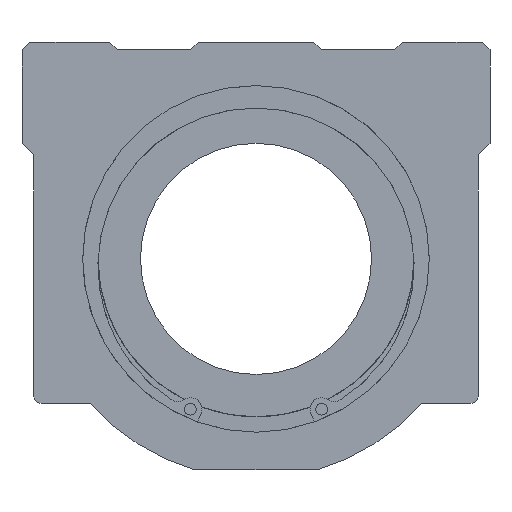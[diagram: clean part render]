
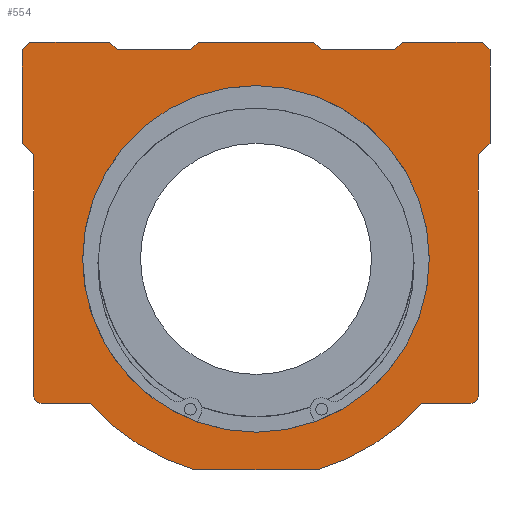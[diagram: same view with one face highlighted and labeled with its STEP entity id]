
A CAD part, left-side view. The second image highlights one B-rep face of the part: STEP entity #554.
In plain terms, the highlighted planar face has unit normal (-1, 0, 0).
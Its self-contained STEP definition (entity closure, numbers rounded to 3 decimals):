
#470=CIRCLE('',#4426,60.);
#474=CIRCLE('',#4440,2.667);
#482=CIRCLE('',#4451,2.667);
#483=CIRCLE('',#4453,76.);
#484=CIRCLE('',#4454,76.);
#554=ADVANCED_FACE('',(#928,#929),#782,.F.);
#782=PLANE('',#4455);
#928=FACE_BOUND('',#1073,.T.);
#929=FACE_BOUND('',#1074,.T.);
#1073=EDGE_LOOP('',(#2265,#2266,#2267,#2268,#2269,#2270,#2271,#2272,#2273,
#2274,#2275,#2276,#2277,#2278,#2279,#2280,#2281,#2282,#2283,#2284,#2285,
#2286,#2287,#2288));
#1074=EDGE_LOOP('',(#2289));
#1308=LINE('',#5584,#1584);
#1354=LINE('',#6150,#1630);
#1366=LINE('',#6347,#1642);
#1369=LINE('',#6356,#1645);
#1397=LINE('',#6532,#1673);
#1403=LINE('',#6546,#1679);
#1406=LINE('',#6551,#1682);
#1409=LINE('',#6557,#1685);
#1410=LINE('',#6559,#1686);
#1418=LINE('',#6590,#1694);
#1429=LINE('',#6629,#1705);
#1430=LINE('',#6632,#1706);
#1431=LINE('',#6634,#1707);
#1432=LINE('',#6636,#1708);
#1433=LINE('',#6637,#1709);
#1434=LINE('',#6638,#1710);
#1435=LINE('',#6640,#1711);
#1436=LINE('',#6642,#1712);
#1437=LINE('',#6644,#1713);
#1438=LINE('',#6646,#1714);
#1584=VECTOR('',#4602,1.);
#1630=VECTOR('',#4650,1.);
#1642=VECTOR('',#4668,1.);
#1645=VECTOR('',#4675,1.);
#1673=VECTOR('',#4885,1.);
#1679=VECTOR('',#4893,1.);
#1682=VECTOR('',#4898,1.);
#1685=VECTOR('',#4903,1.);
#1686=VECTOR('',#4906,1.);
#1694=VECTOR('',#4924,1.);
#1705=VECTOR('',#4955,1.);
#1706=VECTOR('',#4958,1.);
#1707=VECTOR('',#4959,1.);
#1708=VECTOR('',#4960,1.);
#1709=VECTOR('',#4961,1.);
#1710=VECTOR('',#4962,1.);
#1711=VECTOR('',#4963,1.);
#1712=VECTOR('',#4964,1.);
#1713=VECTOR('',#4965,1.);
#1714=VECTOR('',#4966,1.);
#2265=ORIENTED_EDGE('',*,*,#3700,.F.);
#2266=ORIENTED_EDGE('',*,*,#3707,.F.);
#2267=ORIENTED_EDGE('',*,*,#3726,.F.);
#2268=ORIENTED_EDGE('',*,*,#3727,.F.);
#2269=ORIENTED_EDGE('',*,*,#3728,.F.);
#2270=ORIENTED_EDGE('',*,*,#3598,.F.);
#2271=ORIENTED_EDGE('',*,*,#3724,.F.);
#2272=ORIENTED_EDGE('',*,*,#3570,.F.);
#2273=ORIENTED_EDGE('',*,*,#3729,.F.);
#2274=ORIENTED_EDGE('',*,*,#3730,.F.);
#2275=ORIENTED_EDGE('',*,*,#3731,.F.);
#2276=ORIENTED_EDGE('',*,*,#3594,.F.);
#2277=ORIENTED_EDGE('',*,*,#3732,.F.);
#2278=ORIENTED_EDGE('',*,*,#3694,.F.);
#2279=ORIENTED_EDGE('',*,*,#3687,.F.);
#2280=ORIENTED_EDGE('',*,*,#3690,.F.);
#2281=ORIENTED_EDGE('',*,*,#3681,.F.);
#2282=ORIENTED_EDGE('',*,*,#3693,.F.);
#2283=ORIENTED_EDGE('',*,*,#3733,.F.);
#2284=ORIENTED_EDGE('',*,*,#3734,.F.);
#2285=ORIENTED_EDGE('',*,*,#3735,.F.);
#2286=ORIENTED_EDGE('',*,*,#3736,.F.);
#2287=ORIENTED_EDGE('',*,*,#3737,.F.);
#2288=ORIENTED_EDGE('',*,*,#3487,.F.);
#2289=ORIENTED_EDGE('',*,*,#3677,.T.);
#3096=VERTEX_POINT('',#5582);
#3098=VERTEX_POINT('',#5585);
#3178=VERTEX_POINT('',#6145);
#3180=VERTEX_POINT('',#6149);
#3202=VERTEX_POINT('',#6342);
#3204=VERTEX_POINT('',#6346);
#3208=VERTEX_POINT('',#6355);
#3209=VERTEX_POINT('',#6357);
#3265=VERTEX_POINT('',#6523);
#3266=VERTEX_POINT('',#6533);
#3267=VERTEX_POINT('',#6534);
#3272=VERTEX_POINT('',#6545);
#3273=VERTEX_POINT('',#6547);
#3275=VERTEX_POINT('',#6556);
#3276=VERTEX_POINT('',#6560);
#3281=VERTEX_POINT('',#6574);
#3285=VERTEX_POINT('',#6589);
#3295=VERTEX_POINT('',#6628);
#3296=VERTEX_POINT('',#6630);
#3297=VERTEX_POINT('',#6633);
#3298=VERTEX_POINT('',#6635);
#3299=VERTEX_POINT('',#6639);
#3300=VERTEX_POINT('',#6641);
#3301=VERTEX_POINT('',#6643);
#3302=VERTEX_POINT('',#6645);
#3487=EDGE_CURVE('',#3096,#3098,#1308,.T.);
#3570=EDGE_CURVE('',#3180,#3178,#1354,.T.);
#3594=EDGE_CURVE('',#3204,#3202,#1366,.T.);
#3598=EDGE_CURVE('',#3208,#3209,#1369,.T.);
#3677=EDGE_CURVE('',#3265,#3265,#470,.T.);
#3681=EDGE_CURVE('',#3266,#3267,#1397,.T.);
#3687=EDGE_CURVE('',#3272,#3273,#1403,.T.);
#3690=EDGE_CURVE('',#3267,#3272,#1406,.T.);
#3693=EDGE_CURVE('',#3275,#3266,#1409,.T.);
#3694=EDGE_CURVE('',#3273,#3276,#1410,.T.);
#3700=EDGE_CURVE('',#3281,#3096,#474,.T.);
#3707=EDGE_CURVE('',#3285,#3281,#1418,.T.);
#3724=EDGE_CURVE('',#3178,#3208,#482,.T.);
#3726=EDGE_CURVE('',#3295,#3285,#483,.T.);
#3727=EDGE_CURVE('',#3296,#3295,#1429,.T.);
#3728=EDGE_CURVE('',#3209,#3296,#484,.T.);
#3729=EDGE_CURVE('',#3297,#3180,#1430,.T.);
#3730=EDGE_CURVE('',#3298,#3297,#1431,.T.);
#3731=EDGE_CURVE('',#3202,#3298,#1432,.T.);
#3732=EDGE_CURVE('',#3276,#3204,#1433,.T.);
#3733=EDGE_CURVE('',#3299,#3275,#1434,.T.);
#3734=EDGE_CURVE('',#3300,#3299,#1435,.T.);
#3735=EDGE_CURVE('',#3301,#3300,#1436,.T.);
#3736=EDGE_CURVE('',#3302,#3301,#1437,.T.);
#3737=EDGE_CURVE('',#3098,#3302,#1438,.T.);
#4426=AXIS2_PLACEMENT_3D('',#6522,#4867,#4868);
#4440=AXIS2_PLACEMENT_3D('',#6575,#4913,#4914);
#4451=AXIS2_PLACEMENT_3D('',#6621,#4949,#4950);
#4453=AXIS2_PLACEMENT_3D('',#6627,#4953,#4954);
#4454=AXIS2_PLACEMENT_3D('',#6631,#4956,#4957);
#4455=AXIS2_PLACEMENT_3D('',#6647,#4967,#4968);
#4602=DIRECTION('',(0.,0.,1.));
#4650=DIRECTION('',(0.,0.,-1.));
#4668=DIRECTION('',(0.,-1.,0.));
#4675=DIRECTION('',(0.,1.,0.));
#4867=DIRECTION('',(1.,0.,0.));
#4868=DIRECTION('',(0.,-1.,0.));
#4885=DIRECTION('',(0.,-0.707,0.707));
#4893=DIRECTION('',(0.,-0.707,-0.707));
#4898=DIRECTION('',(0.,-1.,0.));
#4903=DIRECTION('',(0.,-1.,0.));
#4906=DIRECTION('',(0.,-1.,0.));
#4913=DIRECTION('',(1.,0.,0.));
#4914=DIRECTION('',(0.,0.707,-0.707));
#4924=DIRECTION('',(0.,1.,0.));
#4949=DIRECTION('',(1.,0.,0.));
#4950=DIRECTION('',(0.,-0.707,-0.707));
#4953=DIRECTION('',(1.,0.,0.));
#4954=DIRECTION('',(0.,0.186,-0.982));
#4955=DIRECTION('',(0.,1.,0.));
#4956=DIRECTION('',(1.,0.,0.));
#4957=DIRECTION('',(0.,0.186,-0.982));
#4958=DIRECTION('',(0.,0.707,-0.707));
#4959=DIRECTION('',(0.,0.,-1.));
#4960=DIRECTION('',(0.,-0.707,-0.707));
#4961=DIRECTION('',(0.,-0.707,0.707));
#4962=DIRECTION('',(0.,-0.707,-0.707));
#4963=DIRECTION('',(0.,-1.,0.));
#4964=DIRECTION('',(0.,-0.707,0.707));
#4965=DIRECTION('',(0.,0.,1.));
#4966=DIRECTION('',(0.,0.707,0.707));
#4967=DIRECTION('',(1.,0.,0.));
#4968=DIRECTION('',(0.,0.,-1.));
#5582=CARTESIAN_POINT('',(3.833,77.,-47.333));
#5584=CARTESIAN_POINT('',(3.833,77.,-45.333));
#5585=CARTESIAN_POINT('',(3.833,77.,36.));
#6145=CARTESIAN_POINT('',(3.833,-77.,-47.333));
#6149=CARTESIAN_POINT('',(3.833,-77.,36.));
#6150=CARTESIAN_POINT('',(3.833,-77.,33.333));
#6342=CARTESIAN_POINT('',(3.833,-78.333,75.));
#6346=CARTESIAN_POINT('',(3.833,-50.667,75.));
#6347=CARTESIAN_POINT('',(3.833,-50.667,75.));
#6355=CARTESIAN_POINT('',(3.833,-74.333,-50.));
#6356=CARTESIAN_POINT('',(3.833,0.,-50.));
#6357=CARTESIAN_POINT('',(3.833,-57.236,-50.));
#6522=CARTESIAN_POINT('',(3.833,0.,0.));
#6523=CARTESIAN_POINT('',(3.833,60.,0.));
#6532=CARTESIAN_POINT('',(3.833,22.667,72.333));
#6533=CARTESIAN_POINT('',(3.833,22.667,72.333));
#6534=CARTESIAN_POINT('',(3.833,20.,75.));
#6545=CARTESIAN_POINT('',(3.833,-20.,75.));
#6546=CARTESIAN_POINT('',(3.833,-20.,75.));
#6547=CARTESIAN_POINT('',(3.833,-22.667,72.333));
#6551=CARTESIAN_POINT('',(3.833,20.,75.));
#6556=CARTESIAN_POINT('',(3.833,48.,72.333));
#6557=CARTESIAN_POINT('',(3.833,48.,72.333));
#6559=CARTESIAN_POINT('',(3.833,-22.667,72.333));
#6560=CARTESIAN_POINT('',(3.833,-48.,72.333));
#6574=CARTESIAN_POINT('',(3.833,74.333,-50.));
#6575=CARTESIAN_POINT('',(3.833,74.333,-47.333));
#6589=CARTESIAN_POINT('',(3.833,57.236,-50.));
#6590=CARTESIAN_POINT('',(3.833,0.,-50.));
#6621=CARTESIAN_POINT('',(3.833,-74.333,-47.333));
#6627=CARTESIAN_POINT('',(3.833,0.,0.));
#6628=CARTESIAN_POINT('',(3.833,21.142,-73.));
#6629=CARTESIAN_POINT('',(3.833,0.,-73.));
#6630=CARTESIAN_POINT('',(3.833,-21.142,-73.));
#6631=CARTESIAN_POINT('',(3.833,0.,0.));
#6632=CARTESIAN_POINT('',(3.833,-81.,40.));
#6633=CARTESIAN_POINT('',(3.833,-81.,40.));
#6634=CARTESIAN_POINT('',(3.833,-81.,74.667));
#6635=CARTESIAN_POINT('',(3.833,-81.,72.333));
#6636=CARTESIAN_POINT('',(3.833,-78.333,75.));
#6637=CARTESIAN_POINT('',(3.833,-48.,72.333));
#6638=CARTESIAN_POINT('',(3.833,50.667,75.));
#6639=CARTESIAN_POINT('',(3.833,50.667,75.));
#6640=CARTESIAN_POINT('',(3.833,85.333,75.));
#6641=CARTESIAN_POINT('',(3.833,78.333,75.));
#6642=CARTESIAN_POINT('',(3.833,81.,72.333));
#6643=CARTESIAN_POINT('',(3.833,81.,72.333));
#6644=CARTESIAN_POINT('',(3.833,81.,37.333));
#6645=CARTESIAN_POINT('',(3.833,81.,40.));
#6646=CARTESIAN_POINT('',(3.833,77.,36.));
#6647=CARTESIAN_POINT('',(3.833,0.,8.814));
